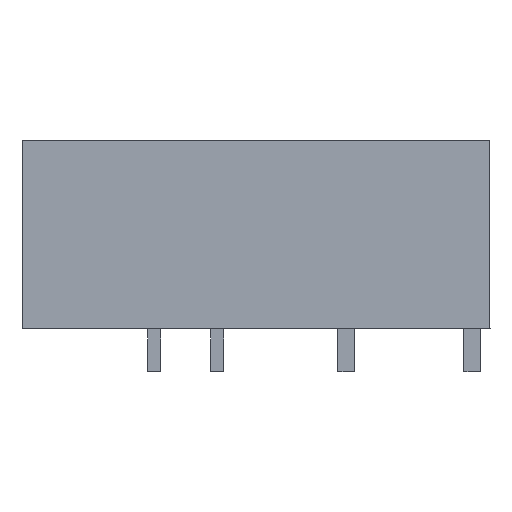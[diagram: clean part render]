
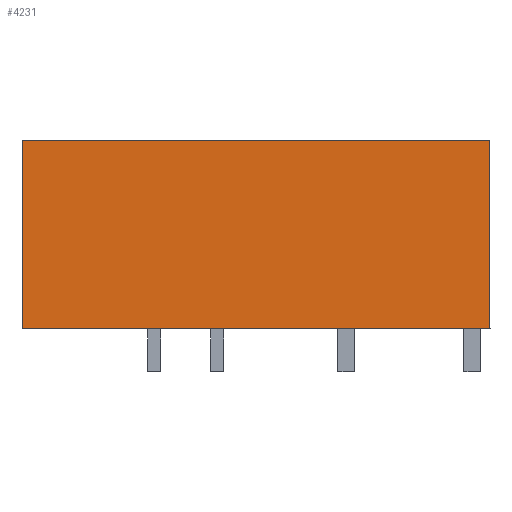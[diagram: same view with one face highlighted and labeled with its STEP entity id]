
A CAD part, left-side view. The second image highlights one B-rep face of the part: STEP entity #4231.
In plain terms, the highlighted planar face has unit normal (-1, 0, 0).
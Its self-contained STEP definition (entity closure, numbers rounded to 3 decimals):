
#4218=AXIS2_PLACEMENT_3D('Plane Axis2P3D',#4215,#4216,#4217) ;
#1452=CARTESIAN_POINT('Vertex',(0.,0.,14.)) ;
#1455=CARTESIAN_POINT('Line Origine',(0.,0.,8.3)) ;
#1459=CARTESIAN_POINT('Vertex',(0.,0.,2.6)) ;
#1488=CARTESIAN_POINT('Line Origine',(0.,14.15,2.6)) ;
#1492=CARTESIAN_POINT('Vertex',(0.,28.3,2.6)) ;
#3541=CARTESIAN_POINT('Line Origine',(0.,28.3,8.3)) ;
#3545=CARTESIAN_POINT('Vertex',(0.,28.3,14.)) ;
#4215=CARTESIAN_POINT('Axis2P3D Location',(0.,0.,17.5)) ;
#4220=CARTESIAN_POINT('Line Origine',(0.,14.15,14.)) ;
#1456=DIRECTION('Vector Direction',(0.,0.,-1.)) ;
#1489=DIRECTION('Vector Direction',(0.,-1.,0.)) ;
#3542=DIRECTION('Vector Direction',(0.,0.,1.)) ;
#4216=DIRECTION('Axis2P3D Direction',(-1.,0.,0.)) ;
#4217=DIRECTION('Axis2P3D XDirection',(0.,1.,0.)) ;
#4221=DIRECTION('Vector Direction',(0.,-1.,0.)) ;
#1457=VECTOR('Line Direction',#1456,1.) ;
#1490=VECTOR('Line Direction',#1489,1.) ;
#3543=VECTOR('Line Direction',#3542,1.) ;
#4222=VECTOR('Line Direction',#4221,1.) ;
#4226=ORIENTED_EDGE('',*,*,#4224,.F.) ;
#4227=ORIENTED_EDGE('',*,*,#3547,.F.) ;
#4228=ORIENTED_EDGE('',*,*,#1494,.T.) ;
#4229=ORIENTED_EDGE('',*,*,#1461,.T.) ;
#4231=ADVANCED_FACE('model',(#4230),#4219,.T.) ;
#1461=EDGE_CURVE('',#1460,#1453,#1458,.F.) ;
#1494=EDGE_CURVE('',#1493,#1460,#1491,.T.) ;
#3547=EDGE_CURVE('',#1493,#3546,#3544,.T.) ;
#4224=EDGE_CURVE('',#3546,#1453,#4223,.T.) ;
#4225=EDGE_LOOP('',(#4226,#4227,#4228,#4229)) ;
#4230=FACE_OUTER_BOUND('',#4225,.T.) ;
#1458=LINE('Line',#1455,#1457) ;
#1491=LINE('Line',#1488,#1490) ;
#3544=LINE('Line',#3541,#3543) ;
#4223=LINE('Line',#4220,#4222) ;
#4219=PLANE('',#4218) ;
#1453=VERTEX_POINT('',#1452) ;
#1460=VERTEX_POINT('',#1459) ;
#1493=VERTEX_POINT('',#1492) ;
#3546=VERTEX_POINT('',#3545) ;
